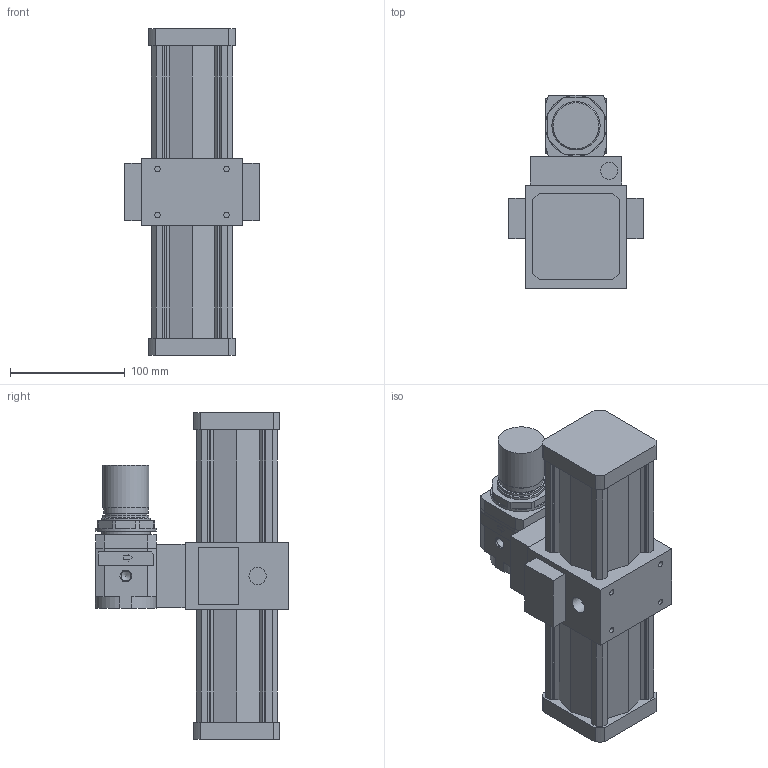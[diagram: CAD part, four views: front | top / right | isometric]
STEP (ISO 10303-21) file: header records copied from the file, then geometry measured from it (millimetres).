
FILE_DESCRIPTION((''),'2;1');
FILE_NAME('1763_80NR.stp','2006-01-17T11:36:20',('rivolro1'),(''),'Autodesk Inventor 10','Autodesk Inventor 10','');
FILE_SCHEMA(('AUTOMOTIVE_DESIGN { 1 0 10303 214 1 1 1 1 }'));
Length unit declared in the file: millimetre
Products named in the file (7): 1763_80NR; 1763_80N; RS_1763_009; 17202B_; 17202B_(1); RS_1702_12; RK_1701_020
Assembly tree (6 placements, depth 3):
  1763_80NR
    1763_80N
    RS_1763_009
    17202B_
      17202B_(1)
      RS_1702_12
      RK_1701_020
Bounding box: 117 x 168 x 284 mm (x, y, z)
Volume: 1877841.2 mm3; surface area: 175124.2 mm2
Topology: 5 solids, 7 shells, 333 faces, 852 edges, 564 vertices
Faces by surface type: plane 206, bspline 100, cylinder 20, cone 6, torus 1
Full cylindrical faces by diameter (mm): 5.5 x2, 6.5 x1, 8.5 x1, 10 x1, 36.5 x1, 38.5 x1, 40 x2, 42 x2, 53 x1
Entity records: 10293 total; most frequent: CARTESIAN_POINT 2708, ORIENTED_EDGE 1516, DIRECTION 1370, EDGE_CURVE 758, VECTOR 614, LINE 614, VERTEX_POINT 538, EDGE_LOOP 436
